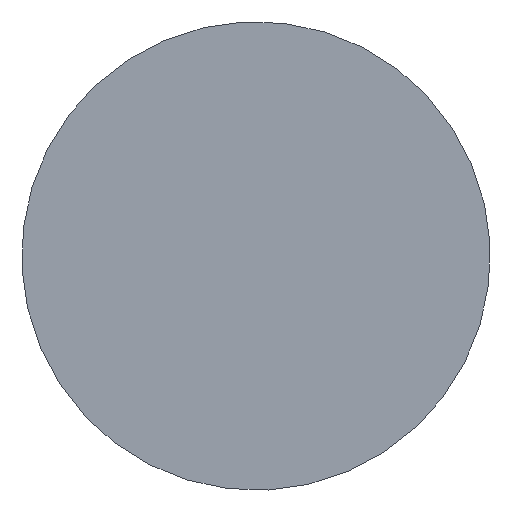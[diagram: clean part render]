
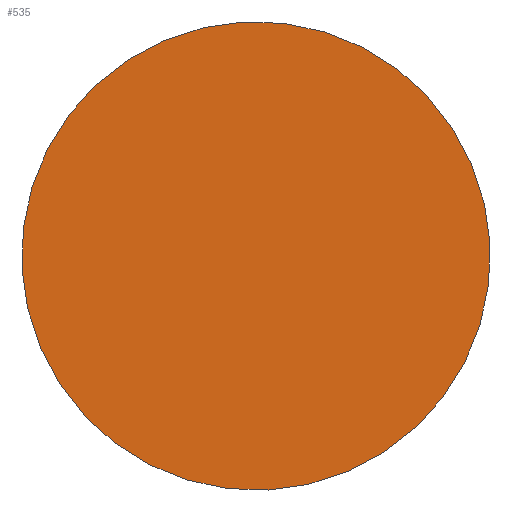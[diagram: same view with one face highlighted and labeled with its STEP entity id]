
A CAD part, front view. The second image highlights one B-rep face of the part: STEP entity #535.
In plain terms, the highlighted planar face has unit normal (0, -1, 0).
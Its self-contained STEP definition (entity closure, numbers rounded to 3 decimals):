
#80=PLANE('',#623);
#116=FACE_OUTER_BOUND('',#152,.T.);
#152=EDGE_LOOP('',(#466));
#219=CIRCLE('',#624,20.003);
#264=VERTEX_POINT('',#974);
#335=EDGE_CURVE('',#264,#264,#219,.T.);
#466=ORIENTED_EDGE('',*,*,#335,.T.);
#535=ADVANCED_FACE('',(#116),#80,.T.);
#623=AXIS2_PLACEMENT_3D('',#973,#766,#767);
#624=AXIS2_PLACEMENT_3D('',#975,#768,#769);
#766=DIRECTION('center_axis',(0.,-1.,0.));
#767=DIRECTION('ref_axis',(0.053,0.,-0.999));
#768=DIRECTION('center_axis',(0.,-1.,0.));
#769=DIRECTION('ref_axis',(0.999,0.,0.053));
#973=CARTESIAN_POINT('Origin',(9.986,-24.,0.529));
#974=CARTESIAN_POINT('',(-19.975,-24.,-1.059));
#975=CARTESIAN_POINT('Origin',(0.,-24.,0.));
